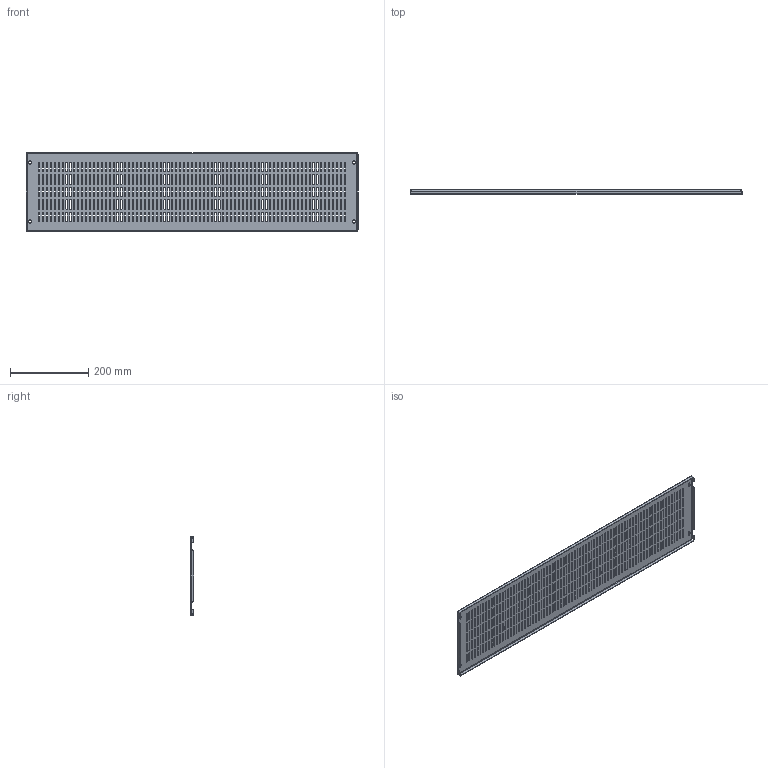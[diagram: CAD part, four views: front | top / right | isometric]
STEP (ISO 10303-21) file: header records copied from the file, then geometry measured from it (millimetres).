
FILE_DESCRIPTION (( 'STEP AP214' ), '1' );
FILE_NAME ('943.020.ﾑ.STEP', '2024-10-04T04:33:22', ( '' ), ( '' ), 'SwSTEP 2.0', 'SolidWorks 2021', '' );
FILE_SCHEMA (( 'AUTOMOTIVE_DESIGN' ));
Length unit declared in the file: millimetre
Products named in the file (1): 943.020.ﾑ
Bounding box: 847 x 10 x 200 mm (x, y, z)
Volume: 233034.5 mm3; surface area: 345829.7 mm2
Topology: 1 solids, 1 shells, 2093 faces, 6225 edges, 4134 vertices
Faces by surface type: cylinder 1225, plane 860, bspline 8
Entity records: 73011 total; most frequent: CARTESIAN_POINT 12877, DIRECTION 12815, ORIENTED_EDGE 12450, EDGE_CURVE 6225, AXIS2_PLACEMENT_3D 4536, VERTEX_POINT 4134, VECTOR 3743, LINE 3743
